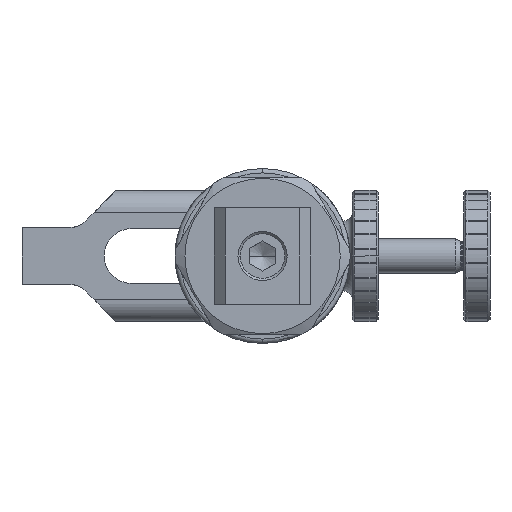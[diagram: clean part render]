
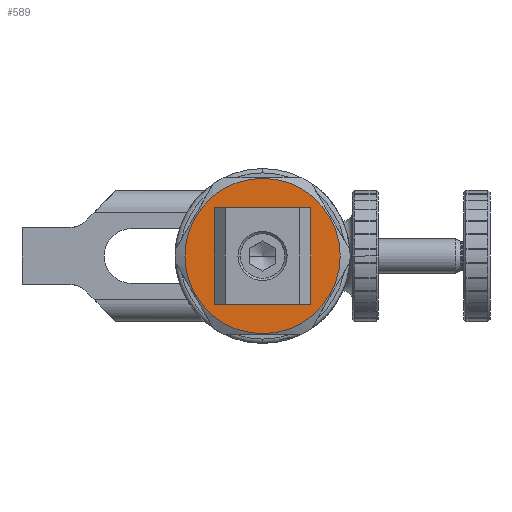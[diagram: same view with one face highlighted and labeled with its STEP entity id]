
A CAD part, front view. The second image highlights one B-rep face of the part: STEP entity #589.
In plain terms, the highlighted planar face has unit normal (0, -1, 0).
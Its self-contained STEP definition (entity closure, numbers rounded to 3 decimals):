
#589=ADVANCED_FACE('',(#1631,#1632),#1633,.T.);
#1631=FACE_OUTER_BOUND('',#3160,.T.);
#1632=FACE_BOUND('',#3161,.T.);
#1633=PLANE('',#3162);
#3160=EDGE_LOOP('',(#4815,#4816));
#3161=EDGE_LOOP('',(#4817,#4818));
#3162=AXIS2_PLACEMENT_3D('',#4819,#4820,#4821);
#4815=ORIENTED_EDGE('',*,*,#8742,.F.);
#4816=ORIENTED_EDGE('',*,*,#8815,.F.);
#4817=ORIENTED_EDGE('',*,*,#8790,.T.);
#4818=ORIENTED_EDGE('',*,*,#8786,.T.);
#4819=CARTESIAN_POINT('',(0.0,0.0,17.75));
#4820=DIRECTION('',(0.0,-1.0,0.0));
#4821=DIRECTION('',(1.0,0.0,0.0));
#8742=EDGE_CURVE('',#10350,#10353,#10354,.T.);
#8786=EDGE_CURVE('',#10427,#10425,#10428,.T.);
#8790=EDGE_CURVE('',#10425,#10427,#10432,.T.);
#8815=EDGE_CURVE('',#10353,#10350,#10463,.T.);
#10350=VERTEX_POINT('',#12628);
#10353=VERTEX_POINT('',#12632);
#10354=CIRCLE('',#12633,17.75);
#10425=VERTEX_POINT('',#12753);
#10427=VERTEX_POINT('',#12756);
#10428=CIRCLE('',#12757,6.35);
#10432=CIRCLE('',#12762,6.35);
#10463=CIRCLE('',#12829,17.75);
#12628=CARTESIAN_POINT('',(0.0,0.0,17.75));
#12632=CARTESIAN_POINT('',(0.,0.0,-17.75));
#12633=AXIS2_PLACEMENT_3D('',#16006,#16007,#16008);
#12753=CARTESIAN_POINT('',(6.35,0.0,0.));
#12756=CARTESIAN_POINT('',(-6.35,0.0,0.));
#12757=AXIS2_PLACEMENT_3D('',#16074,#16075,#16076);
#12762=AXIS2_PLACEMENT_3D('',#16081,#16082,#16083);
#12829=AXIS2_PLACEMENT_3D('',#16120,#16121,#16122);
#16006=CARTESIAN_POINT('',(0.0,0.0,0.));
#16007=DIRECTION('',(0.0,1.0,0.0));
#16008=DIRECTION('',(0.0,0.0,1.0));
#16074=CARTESIAN_POINT('',(0.0,0.0,0.));
#16075=DIRECTION('',(0.0,1.0,0.0));
#16076=DIRECTION('',(0.0,0.0,-1.0));
#16081=CARTESIAN_POINT('',(0.0,0.0,0.));
#16082=DIRECTION('',(0.0,1.0,0.0));
#16083=DIRECTION('',(0.0,0.0,-1.0));
#16120=CARTESIAN_POINT('',(0.0,0.0,0.));
#16121=DIRECTION('',(0.0,1.0,0.0));
#16122=DIRECTION('',(0.0,0.0,1.0));
